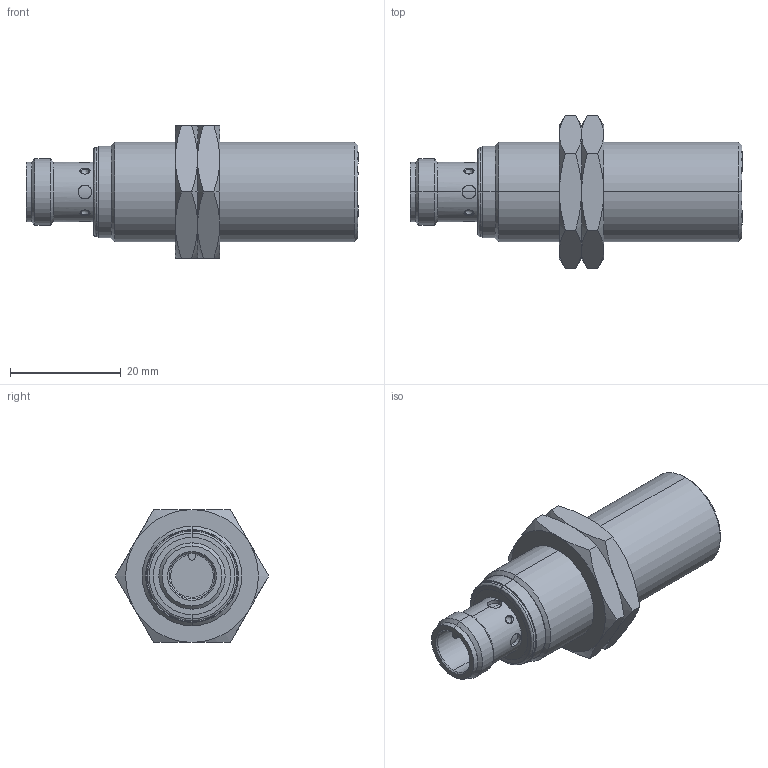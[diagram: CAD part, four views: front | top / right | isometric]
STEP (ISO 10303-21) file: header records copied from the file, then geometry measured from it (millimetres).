
FILE_DESCRIPTION (( 'STEP AP214' ), '1' );
FILE_NAME ('PBK-AN-1H.step', '2018-04-17T19:33:40', ( '' ), ( '' ), 'SwSTEP 2.0', 'SolidWorks 2017', '' );
FILE_SCHEMA (( 'AUTOMOTIVE_DESIGN' ));
Length unit declared in the file: inch
Products named in the file (1): PBK-AN-1H
Bounding box: 60 x 27.71 x 24 mm (x, y, z)
Volume: 14809.9 mm3; surface area: 5957.7 mm2
Topology: 3 solids, 3 shells, 131 faces, 283 edges, 171 vertices
Faces by surface type: cone 46, cylinder 37, plane 28, bspline 20
Entity records: 6211 total; most frequent: CARTESIAN_POINT 1744, ORIENTED_EDGE 566, DIRECTION 542, EDGE_CURVE 283, AXIS2_PLACEMENT_3D 233, VERTEX_POINT 171, EDGE_LOOP 148, DIMENSIONAL_EXPONENTS 136
